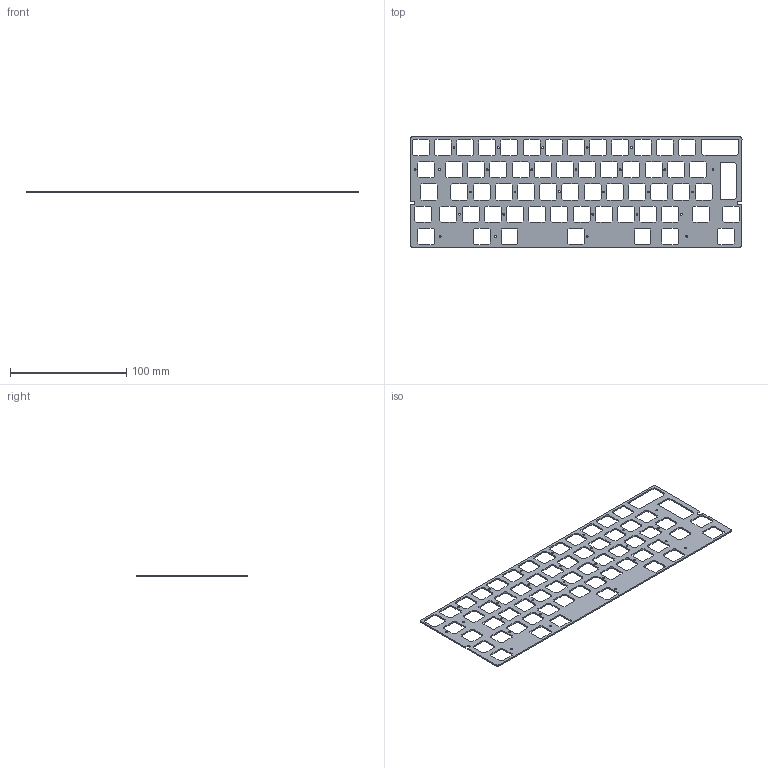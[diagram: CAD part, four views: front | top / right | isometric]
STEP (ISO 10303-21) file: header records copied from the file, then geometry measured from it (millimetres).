
FILE_DESCRIPTION(/* description */ (''),/* implementation_level */ '2;1');
FILE_NAME(/* name */ 'ISO_7U_WKL_Plate.step',/* time_stamp */ '2023-01-10T23:21:12+01:00',/* author */ (''),/* organization */ (''),/* preprocessor_version */ 'ST-DEVELOPER v19.2',/* originating_system */ 'Autodesk Translation Framework v11.17.0.187',/* authorisation */ '');
FILE_SCHEMA (('AUTOMOTIVE_DESIGN { 1 0 10303 214 3 1 1 }'));
Length unit declared in the file: millimetre
Products named in the file (2): ISO_7U_WKL; ISO_7U_WKL_Plate
Assembly tree (1 placements, depth 2):
  ISO_7U_WKL
    ISO_7U_WKL_Plate
Bounding box: 285 x 94.6 x 1.2 mm (x, y, z)
Volume: 16756.8 mm3; surface area: 33133 mm2
Topology: 1 solids, 1 shells, 542 faces, 1620 edges, 1080 vertices
Faces by surface type: plane 504, cylinder 38
Full cylindrical faces by diameter (mm): 1.623 x28
Entity records: 18340 total; most frequent: CARTESIAN_POINT 3245, ORIENTED_EDGE 3240, DIRECTION 2786, EDGE_CURVE 1620, LINE 1544, VECTOR 1544, VERTEX_POINT 1080, EDGE_LOOP 722
